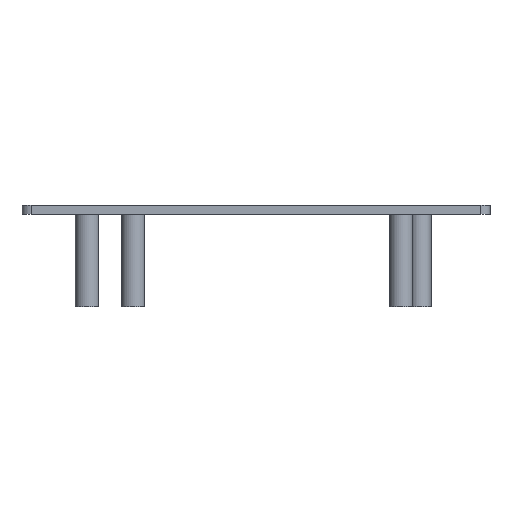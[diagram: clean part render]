
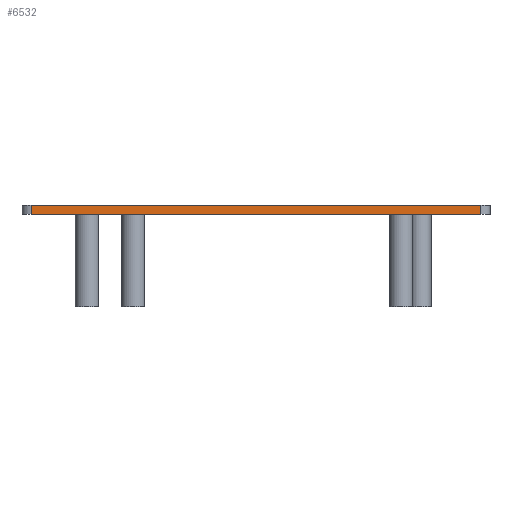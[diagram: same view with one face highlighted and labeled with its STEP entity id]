
A CAD part, front view. The second image highlights one B-rep face of the part: STEP entity #6532.
In plain terms, the highlighted planar face has unit normal (0, -1, 0).
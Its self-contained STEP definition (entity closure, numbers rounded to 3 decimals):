
#100 = PLANE('',#101);
#101 = AXIS2_PLACEMENT_3D('',#102,#103,#104);
#102 = CARTESIAN_POINT('',(50.63,64.2,-2.));
#103 = DIRECTION('',(0.,0.,1.));
#104 = DIRECTION('',(1.,0.,-0.));
#159 = PLANE('',#160);
#160 = AXIS2_PLACEMENT_3D('',#161,#162,#163);
#161 = CARTESIAN_POINT('',(50.63,64.2,0.));
#162 = DIRECTION('',(0.,0.,1.));
#163 = DIRECTION('',(1.,0.,-0.));
#294 = CYLINDRICAL_SURFACE('',#295,2.);
#295 = AXIS2_PLACEMENT_3D('',#296,#297,#298);
#296 = CARTESIAN_POINT('',(99.26,2.,0.));
#297 = DIRECTION('',(-0.,0.,1.));
#298 = DIRECTION('',(1.,0.,-0.));
#389 = VERTEX_POINT('',#390);
#390 = CARTESIAN_POINT('',(2.,0.,0.));
#409 = CYLINDRICAL_SURFACE('',#410,2.);
#410 = AXIS2_PLACEMENT_3D('',#411,#412,#413);
#411 = CARTESIAN_POINT('',(2.,2.,0.));
#412 = DIRECTION('',(-0.,0.,1.));
#413 = DIRECTION('',(1.,0.,-0.));
#421 = EDGE_CURVE('',#422,#389,#424,.T.);
#422 = VERTEX_POINT('',#423);
#423 = CARTESIAN_POINT('',(99.26,0.,0.));
#424 = SURFACE_CURVE('',#425,(#429,#436),.PCURVE_S1.);
#425 = LINE('',#426,#427);
#426 = CARTESIAN_POINT('',(99.26,0.,0.));
#427 = VECTOR('',#428,1.);
#428 = DIRECTION('',(-1.,0.,0.));
#429 = PCURVE('',#159,#430);
#430 = DEFINITIONAL_REPRESENTATION('',(#431),#435);
#431 = LINE('',#432,#433);
#432 = CARTESIAN_POINT('',(48.63,-64.2));
#433 = VECTOR('',#434,1.);
#434 = DIRECTION('',(-1.,0.));
#435 = ( GEOMETRIC_REPRESENTATION_CONTEXT(2) 
PARAMETRIC_REPRESENTATION_CONTEXT() REPRESENTATION_CONTEXT('2D SPACE',''
  ) );
#436 = PCURVE('',#437,#442);
#437 = PLANE('',#438);
#438 = AXIS2_PLACEMENT_3D('',#439,#440,#441);
#439 = CARTESIAN_POINT('',(99.26,0.,0.));
#440 = DIRECTION('',(0.,1.,0.));
#441 = DIRECTION('',(-1.,0.,0.));
#442 = DEFINITIONAL_REPRESENTATION('',(#443),#447);
#443 = LINE('',#444,#445);
#444 = CARTESIAN_POINT('',(0.,0.));
#445 = VECTOR('',#446,1.);
#446 = DIRECTION('',(1.,0.));
#447 = ( GEOMETRIC_REPRESENTATION_CONTEXT(2) 
PARAMETRIC_REPRESENTATION_CONTEXT() REPRESENTATION_CONTEXT('2D SPACE',''
  ) );
#3433 = VERTEX_POINT('',#3434);
#3434 = CARTESIAN_POINT('',(2.,0.,-2.));
#3460 = EDGE_CURVE('',#3461,#3433,#3463,.T.);
#3461 = VERTEX_POINT('',#3462);
#3462 = CARTESIAN_POINT('',(99.26,0.,-2.));
#3463 = SURFACE_CURVE('',#3464,(#3468,#3475),.PCURVE_S1.);
#3464 = LINE('',#3465,#3466);
#3465 = CARTESIAN_POINT('',(99.26,0.,-2.));
#3466 = VECTOR('',#3467,1.);
#3467 = DIRECTION('',(-1.,0.,0.));
#3468 = PCURVE('',#100,#3469);
#3469 = DEFINITIONAL_REPRESENTATION('',(#3470),#3474);
#3470 = LINE('',#3471,#3472);
#3471 = CARTESIAN_POINT('',(48.63,-64.2));
#3472 = VECTOR('',#3473,1.);
#3473 = DIRECTION('',(-1.,0.));
#3474 = ( GEOMETRIC_REPRESENTATION_CONTEXT(2) 
PARAMETRIC_REPRESENTATION_CONTEXT() REPRESENTATION_CONTEXT('2D SPACE',''
  ) );
#3475 = PCURVE('',#437,#3476);
#3476 = DEFINITIONAL_REPRESENTATION('',(#3477),#3481);
#3477 = LINE('',#3478,#3479);
#3478 = CARTESIAN_POINT('',(0.,-2.));
#3479 = VECTOR('',#3480,1.);
#3480 = DIRECTION('',(1.,0.));
#3481 = ( GEOMETRIC_REPRESENTATION_CONTEXT(2) 
PARAMETRIC_REPRESENTATION_CONTEXT() REPRESENTATION_CONTEXT('2D SPACE',''
  ) );
#6484 = EDGE_CURVE('',#422,#3461,#6485,.T.);
#6485 = SURFACE_CURVE('',#6486,(#6490,#6497),.PCURVE_S1.);
#6486 = LINE('',#6487,#6488);
#6487 = CARTESIAN_POINT('',(99.26,0.,0.));
#6488 = VECTOR('',#6489,1.);
#6489 = DIRECTION('',(0.,0.,-1.));
#6490 = PCURVE('',#294,#6491);
#6491 = DEFINITIONAL_REPRESENTATION('',(#6492),#6496);
#6492 = LINE('',#6493,#6494);
#6493 = CARTESIAN_POINT('',(-1.571,0.));
#6494 = VECTOR('',#6495,1.);
#6495 = DIRECTION('',(-0.,-1.));
#6496 = ( GEOMETRIC_REPRESENTATION_CONTEXT(2) 
PARAMETRIC_REPRESENTATION_CONTEXT() REPRESENTATION_CONTEXT('2D SPACE',''
  ) );
#6497 = PCURVE('',#437,#6498);
#6498 = DEFINITIONAL_REPRESENTATION('',(#6499),#6503);
#6499 = LINE('',#6500,#6501);
#6500 = CARTESIAN_POINT('',(0.,0.));
#6501 = VECTOR('',#6502,1.);
#6502 = DIRECTION('',(0.,-1.));
#6503 = ( GEOMETRIC_REPRESENTATION_CONTEXT(2) 
PARAMETRIC_REPRESENTATION_CONTEXT() REPRESENTATION_CONTEXT('2D SPACE',''
  ) );
#6532 = ADVANCED_FACE('',(#6533),#437,.F.);
#6533 = FACE_BOUND('',#6534,.F.);
#6534 = EDGE_LOOP('',(#6535,#6536,#6537,#6558));
#6535 = ORIENTED_EDGE('',*,*,#6484,.T.);
#6536 = ORIENTED_EDGE('',*,*,#3460,.T.);
#6537 = ORIENTED_EDGE('',*,*,#6538,.F.);
#6538 = EDGE_CURVE('',#389,#3433,#6539,.T.);
#6539 = SURFACE_CURVE('',#6540,(#6544,#6551),.PCURVE_S1.);
#6540 = LINE('',#6541,#6542);
#6541 = CARTESIAN_POINT('',(2.,0.,0.));
#6542 = VECTOR('',#6543,1.);
#6543 = DIRECTION('',(0.,0.,-1.));
#6544 = PCURVE('',#437,#6545);
#6545 = DEFINITIONAL_REPRESENTATION('',(#6546),#6550);
#6546 = LINE('',#6547,#6548);
#6547 = CARTESIAN_POINT('',(97.26,0.));
#6548 = VECTOR('',#6549,1.);
#6549 = DIRECTION('',(0.,-1.));
#6550 = ( GEOMETRIC_REPRESENTATION_CONTEXT(2) 
PARAMETRIC_REPRESENTATION_CONTEXT() REPRESENTATION_CONTEXT('2D SPACE',''
  ) );
#6551 = PCURVE('',#409,#6552);
#6552 = DEFINITIONAL_REPRESENTATION('',(#6553),#6557);
#6553 = LINE('',#6554,#6555);
#6554 = CARTESIAN_POINT('',(-1.571,0.));
#6555 = VECTOR('',#6556,1.);
#6556 = DIRECTION('',(-0.,-1.));
#6557 = ( GEOMETRIC_REPRESENTATION_CONTEXT(2) 
PARAMETRIC_REPRESENTATION_CONTEXT() REPRESENTATION_CONTEXT('2D SPACE',''
  ) );
#6558 = ORIENTED_EDGE('',*,*,#421,.F.);
